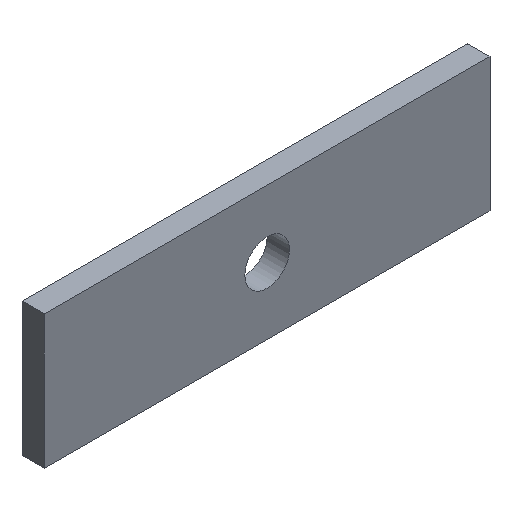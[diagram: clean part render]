
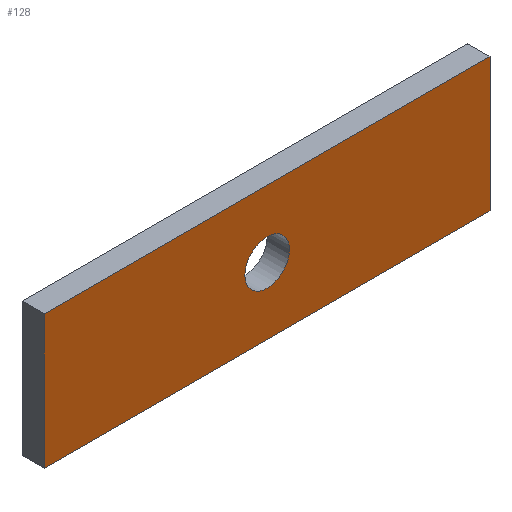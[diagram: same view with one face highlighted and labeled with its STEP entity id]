
A CAD part, isometric view. The second image highlights one B-rep face of the part: STEP entity #128.
In plain terms, the highlighted planar face has unit normal (0, -1, 0).
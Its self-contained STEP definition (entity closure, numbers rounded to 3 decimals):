
#16=FACE_BOUND('',#37,.T.);
#21=PLANE('',#151);
#28=FACE_OUTER_BOUND('',#36,.T.);
#36=EDGE_LOOP('',(#113,#114,#115,#116));
#37=EDGE_LOOP('',(#117));
#40=LINE('',#196,#53);
#44=LINE('',#204,#57);
#50=LINE('',#215,#63);
#51=LINE('',#217,#64);
#53=VECTOR('',#164,10.);
#57=VECTOR('',#170,10.);
#63=VECTOR('',#180,10.);
#64=VECTOR('',#183,10.);
#65=CIRCLE('',#145,5.);
#67=VERTEX_POINT('',#188);
#69=VERTEX_POINT('',#194);
#70=VERTEX_POINT('',#195);
#73=VERTEX_POINT('',#203);
#76=VERTEX_POINT('',#213);
#77=EDGE_CURVE('',#67,#67,#65,.T.);
#80=EDGE_CURVE('',#69,#70,#40,.T.);
#84=EDGE_CURVE('',#70,#73,#44,.T.);
#90=EDGE_CURVE('',#69,#76,#50,.T.);
#91=EDGE_CURVE('',#73,#76,#51,.T.);
#113=ORIENTED_EDGE('',*,*,#90,.T.);
#114=ORIENTED_EDGE('',*,*,#91,.F.);
#115=ORIENTED_EDGE('',*,*,#84,.F.);
#116=ORIENTED_EDGE('',*,*,#80,.F.);
#117=ORIENTED_EDGE('',*,*,#77,.T.);
#128=ADVANCED_FACE('',(#28,#16),#21,.T.);
#145=AXIS2_PLACEMENT_3D('',#189,#157,#158);
#151=AXIS2_PLACEMENT_3D('',#216,#181,#182);
#157=DIRECTION('center_axis',(0.,1.,0.));
#158=DIRECTION('ref_axis',(1.,0.,0.));
#164=DIRECTION('',(0.,0.,1.));
#170=DIRECTION('',(1.,0.,0.));
#180=DIRECTION('',(1.,0.,0.));
#181=DIRECTION('center_axis',(0.,-1.,0.));
#182=DIRECTION('ref_axis',(0.,0.,-1.));
#183=DIRECTION('',(0.,0.,-1.));
#188=CARTESIAN_POINT('',(-5.,0.,0.));
#189=CARTESIAN_POINT('Origin',(0.,0.,0.));
#194=CARTESIAN_POINT('',(-50.,0.,-15.));
#195=CARTESIAN_POINT('',(-50.,0.,15.));
#196=CARTESIAN_POINT('',(-50.,0.,10.));
#203=CARTESIAN_POINT('',(50.,0.,15.));
#204=CARTESIAN_POINT('',(0.,0.,15.));
#213=CARTESIAN_POINT('',(50.,0.,-15.));
#215=CARTESIAN_POINT('',(0.,0.,-15.));
#216=CARTESIAN_POINT('Origin',(0.,0.,15.));
#217=CARTESIAN_POINT('',(50.,0.,10.));
